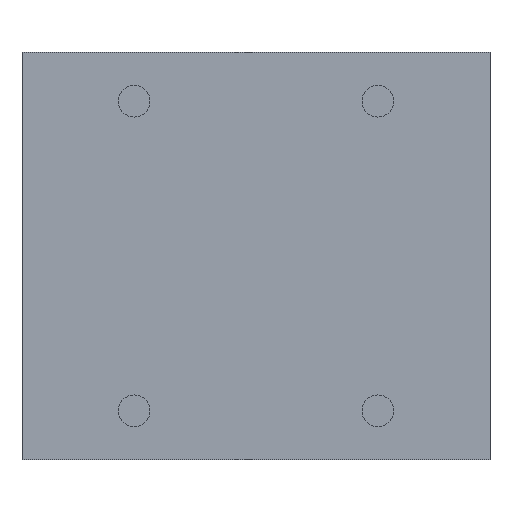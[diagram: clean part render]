
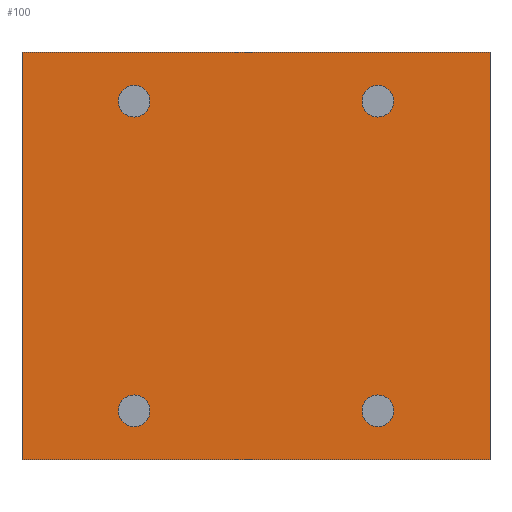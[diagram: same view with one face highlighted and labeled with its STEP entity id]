
A CAD part, front view. The second image highlights one B-rep face of the part: STEP entity #100.
In plain terms, the highlighted planar face has unit normal (0, -1, 0).
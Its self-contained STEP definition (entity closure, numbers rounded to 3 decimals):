
#35 = DIRECTION ( 'NONE',  ( 0., -1., 0. ) ) ;
#74 = DIRECTION ( 'NONE',  ( 0., 1., 0. ) ) ;
#93 = FACE_OUTER_BOUND ( 'NONE', #1085, .T. ) ;
#100 = ADVANCED_FACE ( 'NONE', ( #3079, #144, #1708, #2528, #93 ), #647, .F. ) ;
#117 = VECTOR ( 'NONE', #665, 1000. ) ;
#121 = EDGE_CURVE ( 'NONE', #244, #3084, #1306, .T. ) ;
#144 = FACE_BOUND ( 'NONE', #765, .T. ) ;
#166 = CIRCLE ( 'NONE', #683, 0.65 ) ;
#188 = CARTESIAN_POINT ( 'NONE',  ( 5., 0., -5.7 ) ) ;
#211 = DIRECTION ( 'NONE',  ( 0., 0., 1. ) ) ;
#244 = VERTEX_POINT ( 'NONE', #2429 ) ;
#271 = VERTEX_POINT ( 'NONE', #3013 ) ;
#328 = EDGE_CURVE ( 'NONE', #3252, #509, #2302, .T. ) ;
#344 = DIRECTION ( 'NONE',  ( 0., 0., 1. ) ) ;
#374 = CARTESIAN_POINT ( 'NONE',  ( -5., 0., 5.7 ) ) ;
#433 = EDGE_CURVE ( 'NONE', #3432, #465, #166, .T. ) ;
#444 = EDGE_LOOP ( 'NONE', ( #1911, #3482 ) ) ;
#465 = VERTEX_POINT ( 'NONE', #2127 ) ;
#482 = VERTEX_POINT ( 'NONE', #188 ) ;
#494 = EDGE_CURVE ( 'NONE', #2447, #3252, #3020, .T. ) ;
#509 = VERTEX_POINT ( 'NONE', #991 ) ;
#537 = ORIENTED_EDGE ( 'NONE', *, *, #2238, .F. ) ;
#577 = AXIS2_PLACEMENT_3D ( 'NONE', #2760, #1606, #2996 ) ;
#647 = PLANE ( 'NONE',  #2834 ) ;
#665 = DIRECTION ( 'NONE',  ( -1., 0., 0. ) ) ;
#683 = AXIS2_PLACEMENT_3D ( 'NONE', #2074, #980, #211 ) ;
#686 = CIRCLE ( 'NONE', #577, 0.65 ) ;
#717 = AXIS2_PLACEMENT_3D ( 'NONE', #755, #2891, #2435 ) ;
#734 = EDGE_CURVE ( 'NONE', #482, #835, #1228, .T. ) ;
#755 = CARTESIAN_POINT ( 'NONE',  ( 5., 0., 6.35 ) ) ;
#765 = EDGE_LOOP ( 'NONE', ( #2258, #2670 ) ) ;
#770 = CARTESIAN_POINT ( 'NONE',  ( -9.6, 0., 8.35 ) ) ;
#835 = VERTEX_POINT ( 'NONE', #1931 ) ;
#850 = ORIENTED_EDGE ( 'NONE', *, *, #734, .F. ) ;
#881 = CARTESIAN_POINT ( 'NONE',  ( 5., 0., 5.7 ) ) ;
#904 = DIRECTION ( 'NONE',  ( 0., 0., -1. ) ) ;
#950 = CARTESIAN_POINT ( 'NONE',  ( -5., 0., -6.35 ) ) ;
#980 = DIRECTION ( 'NONE',  ( 0., -1., 0. ) ) ;
#991 = CARTESIAN_POINT ( 'NONE',  ( 9.6, 0., -8.35 ) ) ;
#1070 = EDGE_CURVE ( 'NONE', #465, #3432, #2524, .T. ) ;
#1085 = EDGE_LOOP ( 'NONE', ( #3187, #537, #1149, #1629 ) ) ;
#1149 = ORIENTED_EDGE ( 'NONE', *, *, #328, .F. ) ;
#1208 = AXIS2_PLACEMENT_3D ( 'NONE', #1422, #1436, #2808 ) ;
#1228 = CIRCLE ( 'NONE', #2242, 0.65 ) ;
#1267 = EDGE_CURVE ( 'NONE', #835, #482, #1957, .T. ) ;
#1302 = DIRECTION ( 'NONE',  ( 0., -1., 0. ) ) ;
#1306 = CIRCLE ( 'NONE', #3274, 0.65 ) ;
#1338 = EDGE_LOOP ( 'NONE', ( #850, #1440 ) ) ;
#1358 = CARTESIAN_POINT ( 'NONE',  ( -9.6, 0., 8.35 ) ) ;
#1422 = CARTESIAN_POINT ( 'NONE',  ( -5., 0., -6.35 ) ) ;
#1436 = DIRECTION ( 'NONE',  ( 0., -1., 0. ) ) ;
#1440 = ORIENTED_EDGE ( 'NONE', *, *, #1267, .F. ) ;
#1551 = CARTESIAN_POINT ( 'NONE',  ( -5., 0., 6.35 ) ) ;
#1582 = EDGE_LOOP ( 'NONE', ( #1771, #2472 ) ) ;
#1606 = DIRECTION ( 'NONE',  ( 0., -1., 0. ) ) ;
#1620 = DIRECTION ( 'NONE',  ( 0., 0., 1. ) ) ;
#1629 = ORIENTED_EDGE ( 'NONE', *, *, #494, .F. ) ;
#1632 = DIRECTION ( 'NONE',  ( 0., 0., 1. ) ) ;
#1708 = FACE_BOUND ( 'NONE', #444, .T. ) ;
#1736 = CARTESIAN_POINT ( 'NONE',  ( 9.6, 0., 8.35 ) ) ;
#1741 = DIRECTION ( 'NONE',  ( 0., 0., 1. ) ) ;
#1771 = ORIENTED_EDGE ( 'NONE', *, *, #2772, .F. ) ;
#1819 = EDGE_CURVE ( 'NONE', #2855, #271, #2436, .T. ) ;
#1841 = DIRECTION ( 'NONE',  ( 0., 0., 1. ) ) ;
#1862 = AXIS2_PLACEMENT_3D ( 'NONE', #1551, #3427, #1841 ) ;
#1911 = ORIENTED_EDGE ( 'NONE', *, *, #3489, .F. ) ;
#1931 = CARTESIAN_POINT ( 'NONE',  ( 5., 0., -7. ) ) ;
#1957 = CIRCLE ( 'NONE', #2360, 0.65 ) ;
#1979 = CARTESIAN_POINT ( 'NONE',  ( 9.6, 0., -8.35 ) ) ;
#2074 = CARTESIAN_POINT ( 'NONE',  ( 5., 0., 6.35 ) ) ;
#2127 = CARTESIAN_POINT ( 'NONE',  ( 5., 0., 7. ) ) ;
#2173 = VERTEX_POINT ( 'NONE', #3355 ) ;
#2238 = EDGE_CURVE ( 'NONE', #509, #2173, #3130, .T. ) ;
#2242 = AXIS2_PLACEMENT_3D ( 'NONE', #2380, #1302, #1620 ) ;
#2258 = ORIENTED_EDGE ( 'NONE', *, *, #1070, .F. ) ;
#2268 = VECTOR ( 'NONE', #2665, 1000. ) ;
#2291 = CARTESIAN_POINT ( 'NONE',  ( 0., 0., 0. ) ) ;
#2301 = CARTESIAN_POINT ( 'NONE',  ( 9.6, 0., 8.35 ) ) ;
#2302 = LINE ( 'NONE', #1736, #3445 ) ;
#2318 = EDGE_CURVE ( 'NONE', #2173, #2447, #2394, .T. ) ;
#2360 = AXIS2_PLACEMENT_3D ( 'NONE', #3496, #35, #1632 ) ;
#2380 = CARTESIAN_POINT ( 'NONE',  ( 5., 0., -6.35 ) ) ;
#2394 = LINE ( 'NONE', #770, #3235 ) ;
#2429 = CARTESIAN_POINT ( 'NONE',  ( -5., 0., -7. ) ) ;
#2435 = DIRECTION ( 'NONE',  ( 0., 0., 1. ) ) ;
#2436 = CIRCLE ( 'NONE', #1862, 0.65 ) ;
#2447 = VERTEX_POINT ( 'NONE', #1358 ) ;
#2472 = ORIENTED_EDGE ( 'NONE', *, *, #121, .F. ) ;
#2524 = CIRCLE ( 'NONE', #717, 0.65 ) ;
#2528 = FACE_BOUND ( 'NONE', #1582, .T. ) ;
#2556 = CIRCLE ( 'NONE', #1208, 0.65 ) ;
#2642 = DIRECTION ( 'NONE',  ( 0., 0., 1. ) ) ;
#2665 = DIRECTION ( 'NONE',  ( 1., 0., 0. ) ) ;
#2670 = ORIENTED_EDGE ( 'NONE', *, *, #433, .F. ) ;
#2760 = CARTESIAN_POINT ( 'NONE',  ( -5., 0., 6.35 ) ) ;
#2772 = EDGE_CURVE ( 'NONE', #3084, #244, #2556, .T. ) ;
#2808 = DIRECTION ( 'NONE',  ( 0., 0., 1. ) ) ;
#2819 = DIRECTION ( 'NONE',  ( 0., -1., 0. ) ) ;
#2834 = AXIS2_PLACEMENT_3D ( 'NONE', #2291, #74, #344 ) ;
#2855 = VERTEX_POINT ( 'NONE', #374 ) ;
#2891 = DIRECTION ( 'NONE',  ( 0., -1., 0. ) ) ;
#2996 = DIRECTION ( 'NONE',  ( 0., 0., 1. ) ) ;
#3013 = CARTESIAN_POINT ( 'NONE',  ( -5., 0., 7. ) ) ;
#3020 = LINE ( 'NONE', #3203, #2268 ) ;
#3079 = FACE_BOUND ( 'NONE', #1338, .T. ) ;
#3084 = VERTEX_POINT ( 'NONE', #3240 ) ;
#3130 = LINE ( 'NONE', #1979, #117 ) ;
#3187 = ORIENTED_EDGE ( 'NONE', *, *, #2318, .F. ) ;
#3203 = CARTESIAN_POINT ( 'NONE',  ( 9.6, 0., 8.35 ) ) ;
#3235 = VECTOR ( 'NONE', #2642, 1000. ) ;
#3240 = CARTESIAN_POINT ( 'NONE',  ( -5., 0., -5.7 ) ) ;
#3252 = VERTEX_POINT ( 'NONE', #2301 ) ;
#3274 = AXIS2_PLACEMENT_3D ( 'NONE', #950, #2819, #1741 ) ;
#3355 = CARTESIAN_POINT ( 'NONE',  ( -9.6, 0., -8.35 ) ) ;
#3427 = DIRECTION ( 'NONE',  ( 0., -1., 0. ) ) ;
#3432 = VERTEX_POINT ( 'NONE', #881 ) ;
#3445 = VECTOR ( 'NONE', #904, 1000. ) ;
#3482 = ORIENTED_EDGE ( 'NONE', *, *, #1819, .F. ) ;
#3489 = EDGE_CURVE ( 'NONE', #271, #2855, #686, .T. ) ;
#3496 = CARTESIAN_POINT ( 'NONE',  ( 5., 0., -6.35 ) ) ;
